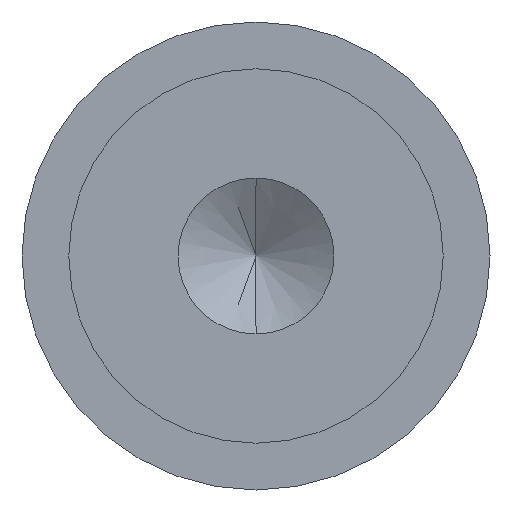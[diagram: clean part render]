
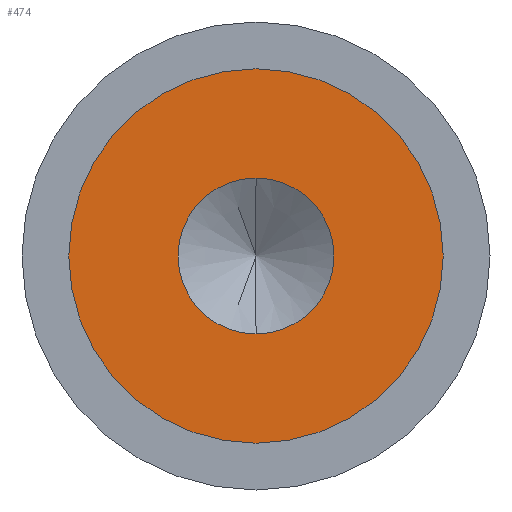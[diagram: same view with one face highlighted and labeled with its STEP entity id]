
A CAD part, front view. The second image highlights one B-rep face of the part: STEP entity #474.
In plain terms, the highlighted planar face has unit normal (0, -1, 0).
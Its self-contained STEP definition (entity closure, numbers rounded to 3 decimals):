
#16 = CARTESIAN_POINT ( 'NONE',  ( 0., -20.5, 0. ) ) ;
#17 = AXIS2_PLACEMENT_3D ( 'NONE', #114, #273, #391 ) ;
#20 = FACE_BOUND ( 'NONE', #259, .T. ) ;
#28 = ORIENTED_EDGE ( 'NONE', *, *, #145, .F. ) ;
#39 = ORIENTED_EDGE ( 'NONE', *, *, #376, .F. ) ;
#47 = AXIS2_PLACEMENT_3D ( 'NONE', #311, #74, #197 ) ;
#74 = DIRECTION ( 'NONE',  ( 0., 1., 0. ) ) ;
#80 = PLANE ( 'NONE',  #47 ) ;
#95 = DIRECTION ( 'NONE',  ( 0., -1., 0. ) ) ;
#109 = DIRECTION ( 'NONE',  ( 0., 0., 1. ) ) ;
#114 = CARTESIAN_POINT ( 'NONE',  ( 0., -20.5, 0. ) ) ;
#128 = AXIS2_PLACEMENT_3D ( 'NONE', #207, #95, #369 ) ;
#129 = FACE_OUTER_BOUND ( 'NONE', #457, .T. ) ;
#138 = EDGE_CURVE ( 'NONE', #476, #184, #358, .T. ) ;
#145 = EDGE_CURVE ( 'NONE', #184, #476, #383, .T. ) ;
#179 = AXIS2_PLACEMENT_3D ( 'NONE', #420, #345, #109 ) ;
#181 = CIRCLE ( 'NONE', #179, 3. ) ;
#184 = VERTEX_POINT ( 'NONE', #494 ) ;
#197 = DIRECTION ( 'NONE',  ( 0., 0., 1. ) ) ;
#207 = CARTESIAN_POINT ( 'NONE',  ( 0., -20.5, 0. ) ) ;
#213 = ORIENTED_EDGE ( 'NONE', *, *, #138, .F. ) ;
#221 = DIRECTION ( 'NONE',  ( 0., -1., 0. ) ) ;
#246 = VERTEX_POINT ( 'NONE', #296 ) ;
#250 = CIRCLE ( 'NONE', #17, 3. ) ;
#259 = EDGE_LOOP ( 'NONE', ( #213, #28 ) ) ;
#273 = DIRECTION ( 'NONE',  ( 0., 1., 0. ) ) ;
#296 = CARTESIAN_POINT ( 'NONE',  ( 0., -20.5, -3. ) ) ;
#311 = CARTESIAN_POINT ( 'NONE',  ( 0., -20.5, 0. ) ) ;
#312 = VERTEX_POINT ( 'NONE', #453 ) ;
#315 = AXIS2_PLACEMENT_3D ( 'NONE', #16, #221, #407 ) ;
#345 = DIRECTION ( 'NONE',  ( 0., 1., 0. ) ) ;
#358 = CIRCLE ( 'NONE', #128, 1.25 ) ;
#369 = DIRECTION ( 'NONE',  ( 0., 0., -1. ) ) ;
#376 = EDGE_CURVE ( 'NONE', #246, #312, #181, .T. ) ;
#383 = CIRCLE ( 'NONE', #315, 1.25 ) ;
#391 = DIRECTION ( 'NONE',  ( 0., 0., 1. ) ) ;
#407 = DIRECTION ( 'NONE',  ( 0., 0., -1. ) ) ;
#420 = CARTESIAN_POINT ( 'NONE',  ( 0., -20.5, 0. ) ) ;
#453 = CARTESIAN_POINT ( 'NONE',  ( 0., -20.5, 3. ) ) ;
#457 = EDGE_LOOP ( 'NONE', ( #471, #39 ) ) ;
#471 = ORIENTED_EDGE ( 'NONE', *, *, #479, .F. ) ;
#474 = ADVANCED_FACE ( 'NONE', ( #20, #129 ), #80, .F. ) ;
#476 = VERTEX_POINT ( 'NONE', #508 ) ;
#479 = EDGE_CURVE ( 'NONE', #312, #246, #250, .T. ) ;
#494 = CARTESIAN_POINT ( 'NONE',  ( 0., -20.5, 1.25 ) ) ;
#508 = CARTESIAN_POINT ( 'NONE',  ( 0., -20.5, -1.25 ) ) ;
